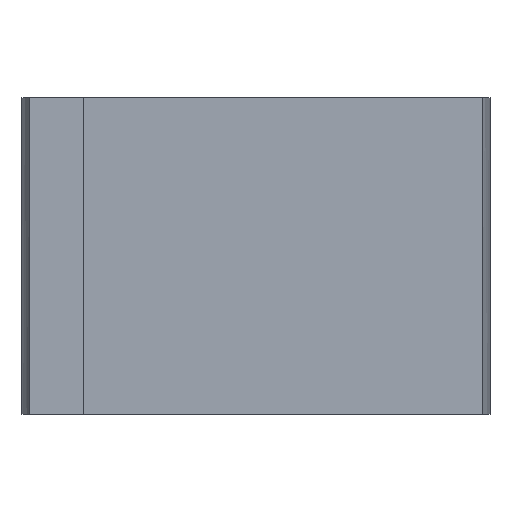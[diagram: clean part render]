
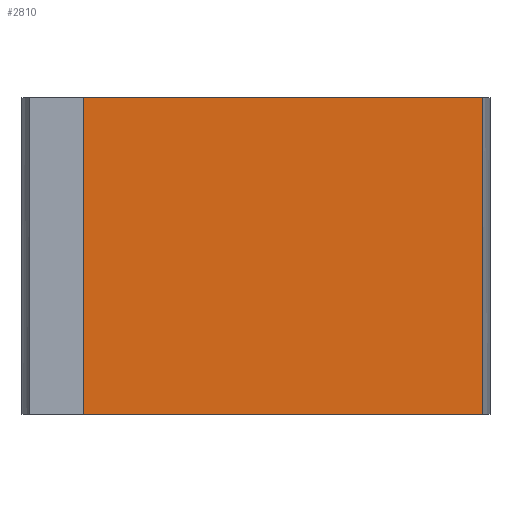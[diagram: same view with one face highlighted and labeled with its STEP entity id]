
A CAD part, left-side view. The second image highlights one B-rep face of the part: STEP entity #2810.
In plain terms, the highlighted planar face has unit normal (-1, 0, 0).
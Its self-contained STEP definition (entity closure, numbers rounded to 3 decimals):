
#405=FACE_OUTER_BOUND('',#560,.T.);
#560=EDGE_LOOP('',(#2543,#2544,#2545,#2546));
#803=LINE('',#5429,#1060);
#804=LINE('',#5431,#1061);
#805=LINE('',#5433,#1062);
#806=LINE('',#5434,#1063);
#1060=VECTOR('',#3286,10.);
#1061=VECTOR('',#3287,10.);
#1062=VECTOR('',#3288,10.);
#1063=VECTOR('',#3289,10.);
#1342=VERTEX_POINT('',#5427);
#1343=VERTEX_POINT('',#5428);
#1344=VERTEX_POINT('',#5430);
#1345=VERTEX_POINT('',#5432);
#1745=EDGE_CURVE('',#1342,#1343,#803,.T.);
#1746=EDGE_CURVE('',#1342,#1344,#804,.T.);
#1747=EDGE_CURVE('',#1345,#1344,#805,.T.);
#1748=EDGE_CURVE('',#1343,#1345,#806,.T.);
#2543=ORIENTED_EDGE('',*,*,#1745,.F.);
#2544=ORIENTED_EDGE('',*,*,#1746,.T.);
#2545=ORIENTED_EDGE('',*,*,#1747,.F.);
#2546=ORIENTED_EDGE('',*,*,#1748,.F.);
#2657=PLANE('',#2907);
#2810=ADVANCED_FACE('',(#405),#2657,.T.);
#2907=AXIS2_PLACEMENT_3D('',#5426,#3284,#3285);
#3284=DIRECTION('center_axis',(-1.,0.,0.));
#3285=DIRECTION('ref_axis',(0.,-1.,0.));
#3286=DIRECTION('',(0.,1.,0.));
#3287=DIRECTION('',(0.,0.,1.));
#3288=DIRECTION('',(0.,-1.,0.));
#3289=DIRECTION('',(0.,0.,1.));
#5426=CARTESIAN_POINT('Origin',(2.368,6.456,0.));
#5427=CARTESIAN_POINT('',(2.368,0.142,0.));
#5428=CARTESIAN_POINT('',(2.368,6.456,0.));
#5429=CARTESIAN_POINT('',(2.368,0.142,0.));
#5430=CARTESIAN_POINT('',(2.368,0.142,5.));
#5431=CARTESIAN_POINT('',(2.368,0.142,0.));
#5432=CARTESIAN_POINT('',(2.368,6.456,5.));
#5433=CARTESIAN_POINT('',(2.368,0.142,5.));
#5434=CARTESIAN_POINT('',(2.368,6.456,0.));
